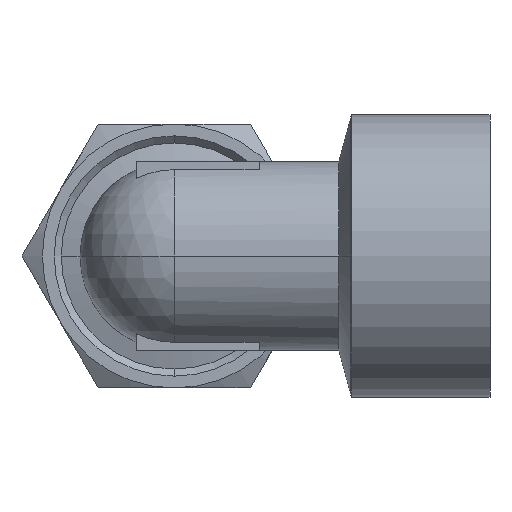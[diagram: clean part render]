
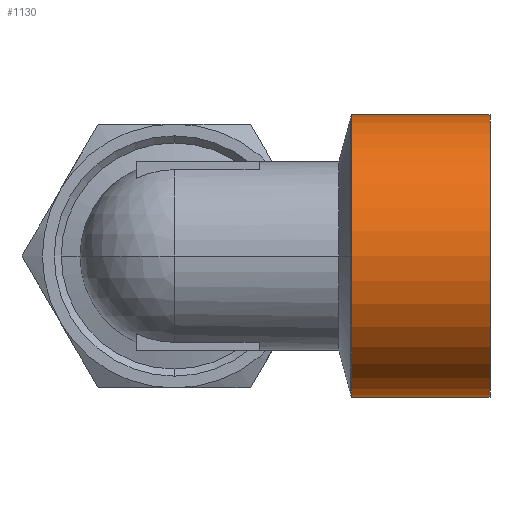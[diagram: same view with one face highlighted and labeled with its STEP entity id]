
A CAD part, left-side view. The second image highlights one B-rep face of the part: STEP entity #1130.
In plain terms, the highlighted cylindrical face has radius 15 mm (diameter 30 mm), a partial arc.
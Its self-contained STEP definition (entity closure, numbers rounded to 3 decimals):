
#129 = DIRECTION ( 'NONE',  ( 0., -1., 0. ) ) ;
#130 = DIRECTION ( 'NONE',  ( 0., 0., -1. ) ) ;
#133 = CARTESIAN_POINT ( 'NONE',  ( 0., -4.5, 0. ) ) ;
#227 = ORIENTED_EDGE ( 'NONE', *, *, #602, .F. ) ;
#232 = ORIENTED_EDGE ( 'NONE', *, *, #690, .T. ) ;
#240 = ORIENTED_EDGE ( 'NONE', *, *, #604, .T. ) ;
#267 = ORIENTED_EDGE ( 'NONE', *, *, #717, .T. ) ;
#269 = ORIENTED_EDGE ( 'NONE', *, *, #688, .F. ) ;
#469 = DIRECTION ( 'NONE',  ( 1., 0., 0. ) ) ;
#471 = DIRECTION ( 'NONE',  ( 0., -1., 0. ) ) ;
#472 = CARTESIAN_POINT ( 'NONE',  ( 0., 15.148, 0. ) ) ;
#494 = DIRECTION ( 'NONE',  ( 0., 0., -1. ) ) ;
#498 = DIRECTION ( 'NONE',  ( 0., -1., 0. ) ) ;
#499 = CARTESIAN_POINT ( 'NONE',  ( 0., 0.5, 0. ) ) ;
#602 = EDGE_CURVE ( 'NONE', #1015, #1014, #1316, .T. ) ;
#604 = EDGE_CURVE ( 'NONE', #1034, #1004, #1318, .T. ) ;
#688 = EDGE_CURVE ( 'NONE', #1012, #1015, #1433, .T. ) ;
#690 = EDGE_CURVE ( 'NONE', #1004, #1014, #1442, .T. ) ;
#717 = EDGE_CURVE ( 'NONE', #1012, #1034, #1478, .T. ) ;
#750 = AXIS2_PLACEMENT_3D ( 'NONE', #499, #498, #494 ) ;
#752 = AXIS2_PLACEMENT_3D ( 'NONE', #472, #471, #469 ) ;
#792 = AXIS2_PLACEMENT_3D ( 'NONE', #1884, #1885, #1886 ) ;
#850 = EDGE_LOOP ( 'NONE', ( #269, #267, #240, #232, #227 ) ) ;
#1004 = VERTEX_POINT ( 'NONE', #1942 ) ;
#1012 = VERTEX_POINT ( 'NONE', #1950 ) ;
#1014 = VERTEX_POINT ( 'NONE', #1952 ) ;
#1015 = VERTEX_POINT ( 'NONE', #1953 ) ;
#1034 = VERTEX_POINT ( 'NONE', #1972 ) ;
#1130 = ADVANCED_FACE ( 'NONE', ( #1571 ), #1574, .T. ) ;
#1316 = CIRCLE ( 'NONE', #750, 15. ) ;
#1318 = CIRCLE ( 'NONE', #752, 15. ) ;
#1433 = LINE ( 'NONE', #1804, #1441 ) ;
#1441 = VECTOR ( 'NONE', #1808, 1000. ) ;
#1442 = LINE ( 'NONE', #1803, #1444 ) ;
#1444 = VECTOR ( 'NONE', #1813, 1000. ) ;
#1478 = CIRCLE ( 'NONE', #792, 15. ) ;
#1571 = FACE_OUTER_BOUND ( 'NONE', #850, .T. ) ;
#1574 = CYLINDRICAL_SURFACE ( 'NONE', #1639, 15. ) ;
#1639 = AXIS2_PLACEMENT_3D ( 'NONE', #133, #129, #130 ) ;
#1803 = CARTESIAN_POINT ( 'NONE',  ( 0., -4.5, -15. ) ) ;
#1804 = CARTESIAN_POINT ( 'NONE',  ( 0., -4.5, 15. ) ) ;
#1808 = DIRECTION ( 'NONE',  ( 0., -1., 0. ) ) ;
#1813 = DIRECTION ( 'NONE',  ( 0., -1., 0. ) ) ;
#1884 = CARTESIAN_POINT ( 'NONE',  ( 0., 15.148, 0. ) ) ;
#1885 = DIRECTION ( 'NONE',  ( 0., -1., 0. ) ) ;
#1886 = DIRECTION ( 'NONE',  ( 1., 0., 0. ) ) ;
#1942 = CARTESIAN_POINT ( 'NONE',  ( 0., 15.148, -15. ) ) ;
#1950 = CARTESIAN_POINT ( 'NONE',  ( 0., 15.148, 15. ) ) ;
#1952 = CARTESIAN_POINT ( 'NONE',  ( 0., 0.5, -15. ) ) ;
#1953 = CARTESIAN_POINT ( 'NONE',  ( 0., 0.5, 15. ) ) ;
#1972 = CARTESIAN_POINT ( 'NONE',  ( -15., 15.148, 0. ) ) ;
